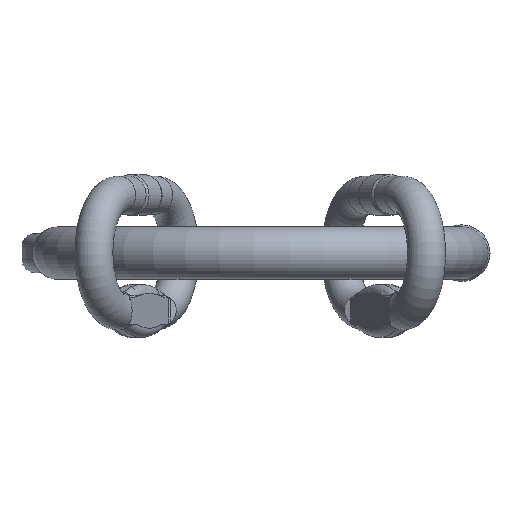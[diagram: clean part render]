
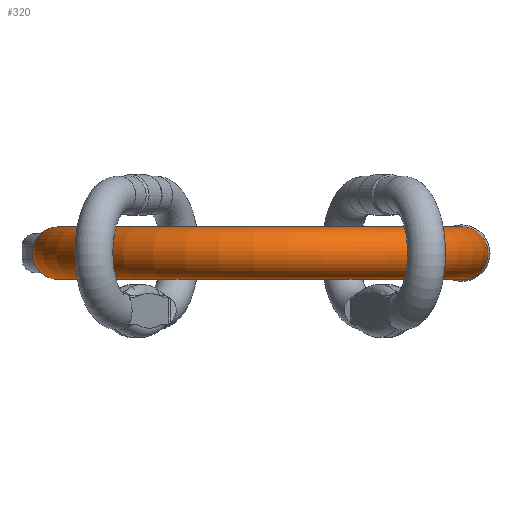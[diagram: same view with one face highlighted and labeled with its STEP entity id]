
A CAD part, front view. The second image highlights one B-rep face of the part: STEP entity #320.
In plain terms, the highlighted toroidal (fillet/blend) face has major radius 103.5 mm and minor radius 13.5 mm.
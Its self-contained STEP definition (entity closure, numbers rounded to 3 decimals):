
#148=TOROIDAL_SURFACE('',#2555,103.5,13.5);
#186=FACE_BOUND('',#668,.T.);
#187=FACE_BOUND('',#669,.T.);
#320=ADVANCED_FACE('',(#186,#187),#148,.T.);
#668=EDGE_LOOP('',(#1584));
#669=EDGE_LOOP('',(#1585));
#814=CIRCLE('',#2537,13.5);
#816=CIRCLE('',#2549,13.5);
#1584=ORIENTED_EDGE('',*,*,#2166,.T.);
#1585=ORIENTED_EDGE('',*,*,#2204,.F.);
#1838=VERTEX_POINT('',#5514);
#1876=VERTEX_POINT('',#5772);
#2166=EDGE_CURVE('',#1838,#1838,#814,.T.);
#2204=EDGE_CURVE('',#1876,#1876,#816,.T.);
#2537=AXIS2_PLACEMENT_3D('',#5513,#3024,#3025);
#2549=AXIS2_PLACEMENT_3D('',#5771,#3056,#3057);
#2555=AXIS2_PLACEMENT_3D('',#5781,#3068,#3069);
#3024=DIRECTION('',(0.,-1.,0.));
#3025=DIRECTION('',(1.,0.,0.));
#3056=DIRECTION('',(0.,1.,0.));
#3057=DIRECTION('',(-1.,0.,0.));
#3068=DIRECTION('',(0.,0.,1.));
#3069=DIRECTION('',(1.,0.,0.));
#5513=CARTESIAN_POINT('',(-103.5,-80.,0.));
#5514=CARTESIAN_POINT('',(-90.,-80.,0.));
#5771=CARTESIAN_POINT('',(103.5,-80.,0.));
#5772=CARTESIAN_POINT('',(90.,-80.,0.));
#5781=CARTESIAN_POINT('',(0.,-80.,0.));
